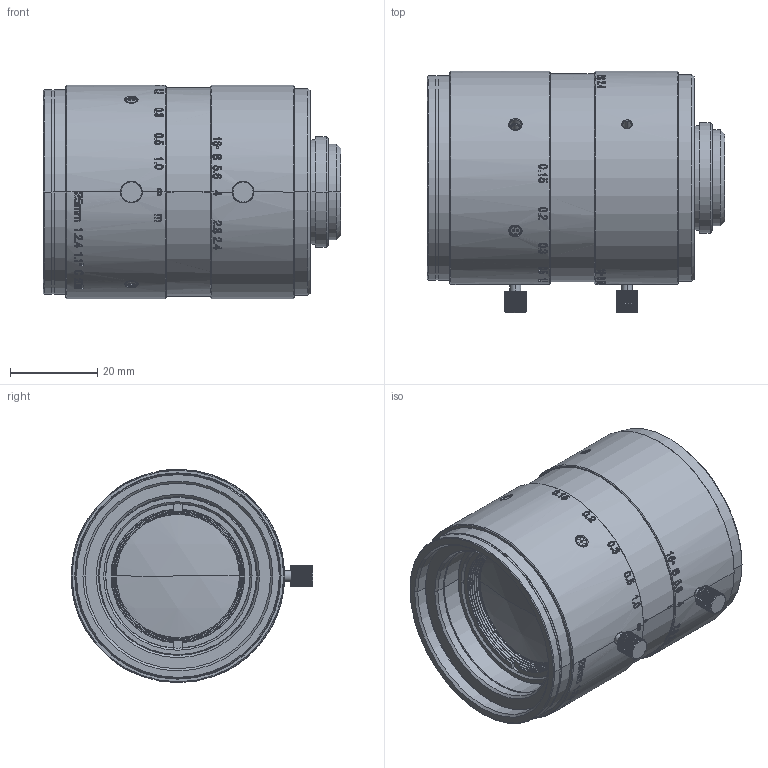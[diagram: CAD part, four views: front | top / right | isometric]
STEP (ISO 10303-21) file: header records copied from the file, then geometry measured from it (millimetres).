
FILE_DESCRIPTION (( 'STEP AP203' ), '1' );
FILE_NAME ('600145.step', '2025-04-14T08:42:56', ( 'MSI' ), ( '' ), 'SwSTEP 2.0', 'SolidWorks 2020', '' );
FILE_SCHEMA (( 'CONFIG_CONTROL_DESIGN' ));
Products named in the file (1): 600145
Bounding box: 68.35 x 55.5 x 49 mm (x, y, z)
Surface area: 47015.5 mm2 (no closed solid volume)
Topology: 0 solids, 35 shells, 2829 faces, 7252 edges, 4672 vertices
Faces by surface type: bspline 887, plane 872, cylinder 701, cone 303, torus 58, sphere 8
Entity records: 138796 total; most frequent: CARTESIAN_POINT 77070, ORIENTED_EDGE 14476, DIRECTION 9872, EDGE_CURVE 7238, VERTEX_POINT 4672, AXIS2_PLACEMENT_3D 3660, EDGE_LOOP 3106, B_SPLINE_CURVE_WITH_KNOTS 2969
